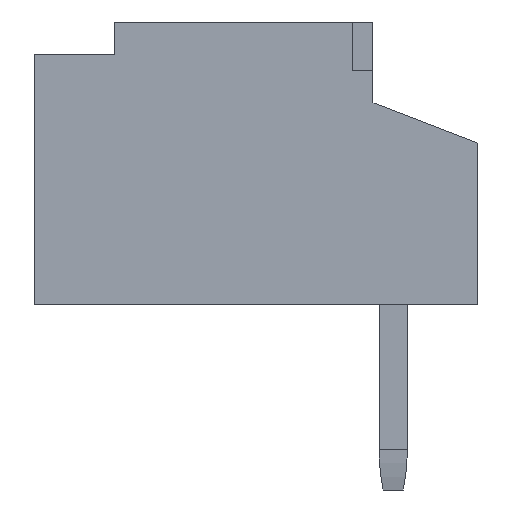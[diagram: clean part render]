
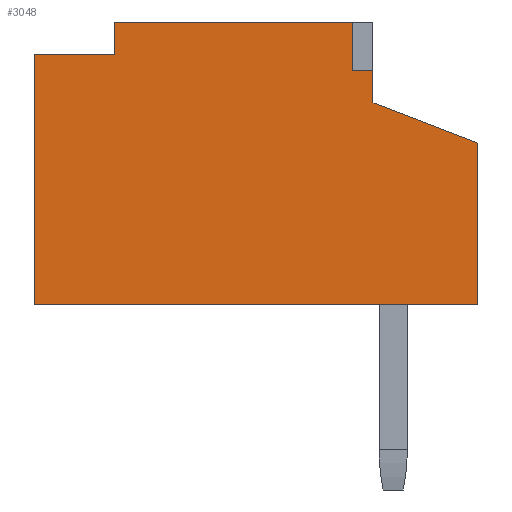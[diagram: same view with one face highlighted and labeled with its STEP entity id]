
A CAD part, left-side view. The second image highlights one B-rep face of the part: STEP entity #3048.
In plain terms, the highlighted planar face has unit normal (-1, 0, 0).
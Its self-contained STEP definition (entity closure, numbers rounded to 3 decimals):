
#9=DIRECTION('',(0.,0.,1.));
#10=VECTOR('',#9,2.);
#11=CARTESIAN_POINT('',(-4.,-4.525,-1.9));
#12=LINE('',#11,#10);
#25=DIRECTION('',(0.,1.,0.));
#26=VECTOR('',#25,0.25);
#27=CARTESIAN_POINT('',(-4.,-3.225,1.));
#28=LINE('',#27,#26);
#29=DIRECTION('',(0.,0.,-1.));
#30=VECTOR('',#29,0.4);
#31=CARTESIAN_POINT('',(-4.,-3.225,1.));
#32=LINE('',#31,#30);
#33=DIRECTION('',(0.,0.933,0.359));
#34=VECTOR('',#33,1.393);
#35=CARTESIAN_POINT('',(-4.,-4.525,0.1));
#36=LINE('',#35,#34);
#37=DIRECTION('',(0.,1.,0.));
#38=VECTOR('',#37,5.5);
#39=CARTESIAN_POINT('',(-4.,-4.525,-1.9));
#40=LINE('',#39,#38);
#41=DIRECTION('',(0.,-1.,0.));
#42=VECTOR('',#41,1.);
#43=CARTESIAN_POINT('',(-4.,0.975,1.2));
#44=LINE('',#43,#42);
#45=DIRECTION('',(0.,0.,-1.));
#46=VECTOR('',#45,0.4);
#47=CARTESIAN_POINT('',(-4.,-0.025,1.6));
#48=LINE('',#47,#46);
#49=DIRECTION('',(0.,0.,-1.));
#50=VECTOR('',#49,0.6);
#51=CARTESIAN_POINT('',(-4.,-2.975,1.6));
#52=LINE('',#51,#50);
#149=DIRECTION('',(0.,1.,0.));
#150=VECTOR('',#149,2.95);
#151=CARTESIAN_POINT('',(-4.,-2.975,1.6));
#152=LINE('',#151,#150);
#241=DIRECTION('',(0.,0.,1.));
#242=VECTOR('',#241,3.1);
#243=CARTESIAN_POINT('',(-4.,0.975,-1.9));
#244=LINE('',#243,#242);
#2269=CARTESIAN_POINT('',(-4.,-4.525,-1.9));
#2270=CARTESIAN_POINT('',(-4.,0.975,-1.9));
#2271=VERTEX_POINT('',#2269);
#2272=VERTEX_POINT('',#2270);
#2301=CARTESIAN_POINT('',(-4.,-0.025,1.6));
#2302=CARTESIAN_POINT('',(-4.,-0.025,1.2));
#2303=VERTEX_POINT('',#2301);
#2304=VERTEX_POINT('',#2302);
#2317=CARTESIAN_POINT('',(-4.,0.975,1.2));
#2318=VERTEX_POINT('',#2317);
#2801=CARTESIAN_POINT('',(-4.,-4.525,0.1));
#2803=VERTEX_POINT('',#2801);
#2809=CARTESIAN_POINT('',(-4.,-3.225,0.6));
#2810=VERTEX_POINT('',#2809);
#2917=CARTESIAN_POINT('',(-4.,-3.225,1.));
#2918=CARTESIAN_POINT('',(-4.,-2.975,1.));
#2919=VERTEX_POINT('',#2917);
#2920=VERTEX_POINT('',#2918);
#2931=CARTESIAN_POINT('',(-4.,-2.975,1.6));
#2932=VERTEX_POINT('',#2931);
#3023=CARTESIAN_POINT('',(-4.,-4.525,-1.9));
#3024=DIRECTION('',(-1.,0.,0.));
#3025=DIRECTION('',(0.,0.,1.));
#3026=AXIS2_PLACEMENT_3D('',#3023,#3024,#3025);
#3027=PLANE('',#3026);
#3029=ORIENTED_EDGE('',*,*,#3028,.F.);
#3031=ORIENTED_EDGE('',*,*,#3030,.T.);
#3032=ORIENTED_EDGE('',*,*,#2999,.F.);
#3033=ORIENTED_EDGE('',*,*,#2972,.F.);
#3035=ORIENTED_EDGE('',*,*,#3034,.T.);
#3037=ORIENTED_EDGE('',*,*,#3036,.T.);
#3039=ORIENTED_EDGE('',*,*,#3038,.T.);
#3041=ORIENTED_EDGE('',*,*,#3040,.F.);
#3043=ORIENTED_EDGE('',*,*,#3042,.F.);
#3045=ORIENTED_EDGE('',*,*,#3044,.T.);
#3046=EDGE_LOOP('',(#3029,#3031,#3032,#3033,#3035,#3037,#3039,#3041,#3043,
#3045));
#3047=FACE_OUTER_BOUND('',#3046,.F.);
#3048=ADVANCED_FACE('',(#3047),#3027,.T.);
#2972=EDGE_CURVE('',#2271,#2803,#12,.T.);
#2999=EDGE_CURVE('',#2803,#2810,#36,.T.);
#3028=EDGE_CURVE('',#2919,#2920,#28,.T.);
#3030=EDGE_CURVE('',#2919,#2810,#32,.T.);
#3034=EDGE_CURVE('',#2271,#2272,#40,.T.);
#3036=EDGE_CURVE('',#2272,#2318,#244,.T.);
#3038=EDGE_CURVE('',#2318,#2304,#44,.T.);
#3040=EDGE_CURVE('',#2303,#2304,#48,.T.);
#3042=EDGE_CURVE('',#2932,#2303,#152,.T.);
#3044=EDGE_CURVE('',#2932,#2920,#52,.T.);
